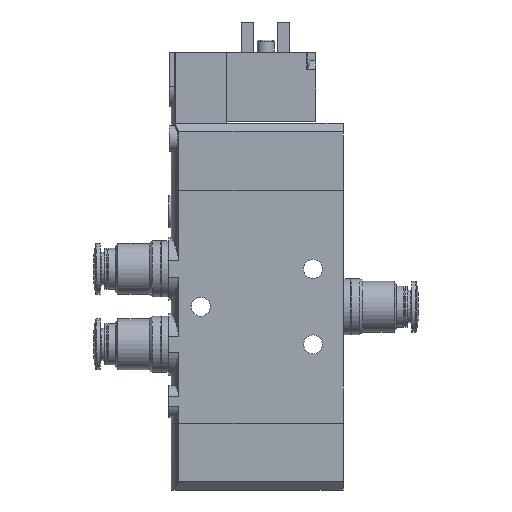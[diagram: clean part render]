
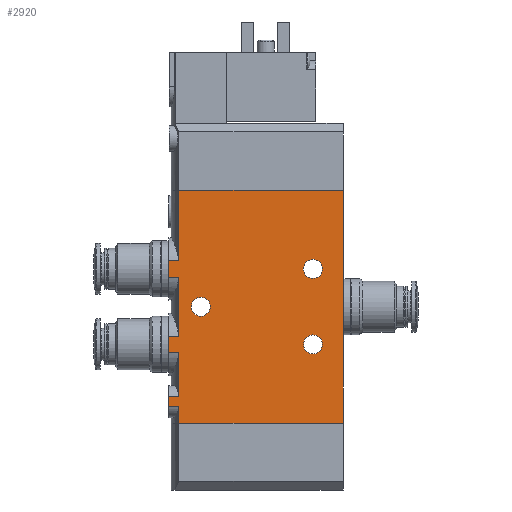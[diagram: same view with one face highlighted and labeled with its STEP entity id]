
A CAD part, left-side view. The second image highlights one B-rep face of the part: STEP entity #2920.
In plain terms, the highlighted face is planar.
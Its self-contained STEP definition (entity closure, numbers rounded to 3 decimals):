
#96=PLANE('',#3526);
#248=CIRCLE('',#3514,2.2);
#250=CIRCLE('',#3517,2.2);
#255=CIRCLE('',#3527,2.2);
#467=ORIENTED_EDGE('',*,*,#1204,.T.);
#468=ORIENTED_EDGE('',*,*,#1241,.T.);
#469=ORIENTED_EDGE('',*,*,#1234,.F.);
#470=ORIENTED_EDGE('',*,*,#1193,.T.);
#471=ORIENTED_EDGE('',*,*,#1206,.T.);
#472=ORIENTED_EDGE('',*,*,#1195,.T.);
#473=ORIENTED_EDGE('',*,*,#1236,.F.);
#474=ORIENTED_EDGE('',*,*,#1185,.T.);
#475=ORIENTED_EDGE('',*,*,#1209,.T.);
#476=ORIENTED_EDGE('',*,*,#1187,.T.);
#477=ORIENTED_EDGE('',*,*,#1228,.F.);
#478=ORIENTED_EDGE('',*,*,#1218,.T.);
#479=ORIENTED_EDGE('',*,*,#1222,.T.);
#480=ORIENTED_EDGE('',*,*,#1220,.T.);
#481=ORIENTED_EDGE('',*,*,#1231,.F.);
#482=ORIENTED_EDGE('',*,*,#1242,.F.);
#483=ORIENTED_EDGE('',*,*,#1226,.F.);
#484=ORIENTED_EDGE('',*,*,#1224,.F.);
#485=ORIENTED_EDGE('',*,*,#1243,.F.);
#1185=EDGE_CURVE('',#1587,#1586,#1872,.F.);
#1187=EDGE_CURVE('',#1588,#1589,#1873,.T.);
#1193=EDGE_CURVE('',#1595,#1594,#1876,.F.);
#1195=EDGE_CURVE('',#1596,#1597,#1877,.T.);
#1204=EDGE_CURVE('',#1606,#1605,#1881,.T.);
#1206=EDGE_CURVE('',#1594,#1596,#1883,.T.);
#1209=EDGE_CURVE('',#1586,#1588,#1885,.T.);
#1218=EDGE_CURVE('',#1614,#1615,#1890,.F.);
#1220=EDGE_CURVE('',#1617,#1616,#1891,.T.);
#1222=EDGE_CURVE('',#1615,#1617,#1892,.T.);
#1224=EDGE_CURVE('',#1619,#1619,#248,.F.);
#1226=EDGE_CURVE('',#1621,#1621,#250,.F.);
#1228=EDGE_CURVE('',#1614,#1589,#1893,.T.);
#1231=EDGE_CURVE('',#1624,#1616,#1895,.T.);
#1234=EDGE_CURVE('',#1595,#1626,#1898,.T.);
#1236=EDGE_CURVE('',#1587,#1597,#1899,.T.);
#1241=EDGE_CURVE('',#1605,#1626,#1903,.T.);
#1242=EDGE_CURVE('',#1606,#1624,#1904,.T.);
#1243=EDGE_CURVE('',#1628,#1628,#255,.F.);
#1586=VERTEX_POINT('',#4757);
#1587=VERTEX_POINT('',#4759);
#1588=VERTEX_POINT('',#4771);
#1589=VERTEX_POINT('',#4772);
#1594=VERTEX_POINT('',#4791);
#1595=VERTEX_POINT('',#4793);
#1596=VERTEX_POINT('',#4805);
#1597=VERTEX_POINT('',#4806);
#1605=VERTEX_POINT('',#4831);
#1606=VERTEX_POINT('',#4833);
#1614=VERTEX_POINT('',#4870);
#1615=VERTEX_POINT('',#4871);
#1616=VERTEX_POINT('',#4883);
#1617=VERTEX_POINT('',#4885);
#1619=VERTEX_POINT('',#4893);
#1621=VERTEX_POINT('',#4898);
#1624=VERTEX_POINT('',#4906);
#1626=VERTEX_POINT('',#4913);
#1628=VERTEX_POINT('',#4927);
#1872=LINE('',#4758,#2067);
#1873=LINE('',#4770,#2068);
#1876=LINE('',#4792,#2071);
#1877=LINE('',#4804,#2072);
#1881=LINE('',#4832,#2076);
#1883=LINE('',#4836,#2078);
#1885=LINE('',#4841,#2080);
#1890=LINE('',#4869,#2085);
#1891=LINE('',#4884,#2086);
#1892=LINE('',#4888,#2087);
#1893=LINE('',#4902,#2088);
#1895=LINE('',#4907,#2090);
#1898=LINE('',#4912,#2093);
#1899=LINE('',#4916,#2094);
#1903=LINE('',#4924,#2098);
#1904=LINE('',#4925,#2099);
#2067=VECTOR('',#3851,1000.);
#2068=VECTOR('',#3854,1000.);
#2071=VECTOR('',#3863,1000.);
#2072=VECTOR('',#3866,1000.);
#2076=VECTOR('',#3880,1000.);
#2078=VECTOR('',#3884,1000.);
#2080=VECTOR('',#3890,1000.);
#2085=VECTOR('',#3907,1000.);
#2086=VECTOR('',#3908,1000.);
#2087=VECTOR('',#3913,1000.);
#2088=VECTOR('',#3930,1000.);
#2090=VECTOR('',#3934,1000.);
#2093=VECTOR('',#3939,1000.);
#2094=VECTOR('',#3944,1000.);
#2098=VECTOR('',#3954,1000.);
#2099=VECTOR('',#3955,1000.);
#2290=EDGE_LOOP('',(#467,#468,#469,#470,#471,#472,#473,#474,#475,#476,#477,
#478,#479,#480,#481,#482));
#2291=EDGE_LOOP('',(#483));
#2292=EDGE_LOOP('',(#484));
#2293=EDGE_LOOP('',(#485));
#2574=FACE_BOUND('',#2290,.T.);
#2575=FACE_BOUND('',#2291,.T.);
#2576=FACE_BOUND('',#2292,.T.);
#2577=FACE_BOUND('',#2293,.T.);
#2920=ADVANCED_FACE('',(#2574,#2575,#2576,#2577),#96,.F.);
#3514=AXIS2_PLACEMENT_3D('',#4892,#3918,#3919);
#3517=AXIS2_PLACEMENT_3D('',#4897,#3924,#3925);
#3526=AXIS2_PLACEMENT_3D('',#4923,#3952,#3953);
#3527=AXIS2_PLACEMENT_3D('',#4926,#3956,#3957);
#3851=DIRECTION('',(0.,-1.,0.));
#3854=DIRECTION('',(0.,-1.,0.));
#3863=DIRECTION('',(0.,-1.,0.));
#3866=DIRECTION('',(0.,-1.,0.));
#3880=DIRECTION('',(-1.,0.,0.));
#3884=DIRECTION('',(1.,0.,0.));
#3890=DIRECTION('',(1.,0.,0.));
#3907=DIRECTION('',(0.,-1.,0.));
#3908=DIRECTION('',(0.,-1.,0.));
#3913=DIRECTION('',(1.,0.,0.));
#3918=DIRECTION('',(0.,0.,1.));
#3919=DIRECTION('',(1.,0.,0.));
#3924=DIRECTION('',(0.,0.,1.));
#3925=DIRECTION('',(1.,0.,0.));
#3930=DIRECTION('',(-1.,0.,0.));
#3934=DIRECTION('',(-1.,0.,0.));
#3939=DIRECTION('',(-1.,0.,0.));
#3944=DIRECTION('',(-1.,0.,0.));
#3952=DIRECTION('',(0.,0.,1.));
#3953=DIRECTION('',(1.,0.,0.));
#3954=DIRECTION('',(0.,1.,0.));
#3955=DIRECTION('',(0.,1.,0.));
#3956=DIRECTION('',(0.,0.,1.));
#3957=DIRECTION('',(1.,0.,0.));
#4757=CARTESIAN_POINT('',(33.863,40.4,-7.));
#4758=CARTESIAN_POINT('',(33.863,0.,-7.));
#4759=CARTESIAN_POINT('',(33.863,38.066,-7.));
#4770=CARTESIAN_POINT('',(37.637,0.,-7.));
#4771=CARTESIAN_POINT('',(37.637,40.4,-7.));
#4772=CARTESIAN_POINT('',(37.637,38.066,-7.));
#4791=CARTESIAN_POINT('',(16.363,40.4,-7.));
#4792=CARTESIAN_POINT('',(16.363,0.,-7.));
#4793=CARTESIAN_POINT('',(16.363,38.066,-7.));
#4804=CARTESIAN_POINT('',(20.137,0.,-7.));
#4805=CARTESIAN_POINT('',(20.137,40.4,-7.));
#4806=CARTESIAN_POINT('',(20.137,38.066,-7.));
#4831=CARTESIAN_POINT('',(0.,0.,-7.));
#4832=CARTESIAN_POINT('',(54.,0.,-7.));
#4833=CARTESIAN_POINT('',(54.,0.,-7.));
#4836=CARTESIAN_POINT('',(18.25,40.4,-7.));
#4841=CARTESIAN_POINT('',(35.75,40.4,-7.));
#4869=CARTESIAN_POINT('',(47.8,0.,-7.));
#4870=CARTESIAN_POINT('',(47.8,38.066,-7.));
#4871=CARTESIAN_POINT('',(47.8,40.4,-7.));
#4883=CARTESIAN_POINT('',(50.2,38.066,-7.));
#4884=CARTESIAN_POINT('',(50.2,0.,-7.));
#4885=CARTESIAN_POINT('',(50.2,40.4,-7.));
#4888=CARTESIAN_POINT('',(49.,40.4,-7.));
#4892=CARTESIAN_POINT('',(18.25,7.,-7.));
#4893=CARTESIAN_POINT('',(20.45,7.,-7.));
#4897=CARTESIAN_POINT('',(35.75,7.,-7.));
#4898=CARTESIAN_POINT('',(37.95,7.,-7.));
#4902=CARTESIAN_POINT('',(54.,38.066,-7.));
#4906=CARTESIAN_POINT('',(54.,38.066,-7.));
#4907=CARTESIAN_POINT('',(54.,38.066,-7.));
#4912=CARTESIAN_POINT('',(54.,38.066,-7.));
#4913=CARTESIAN_POINT('',(0.,38.066,-7.));
#4916=CARTESIAN_POINT('',(54.,38.066,-7.));
#4923=CARTESIAN_POINT('',(54.,0.,-7.));
#4924=CARTESIAN_POINT('',(0.,0.,-7.));
#4925=CARTESIAN_POINT('',(54.,0.,-7.));
#4926=CARTESIAN_POINT('',(27.,33.,-7.));
#4927=CARTESIAN_POINT('',(29.2,33.,-7.));
